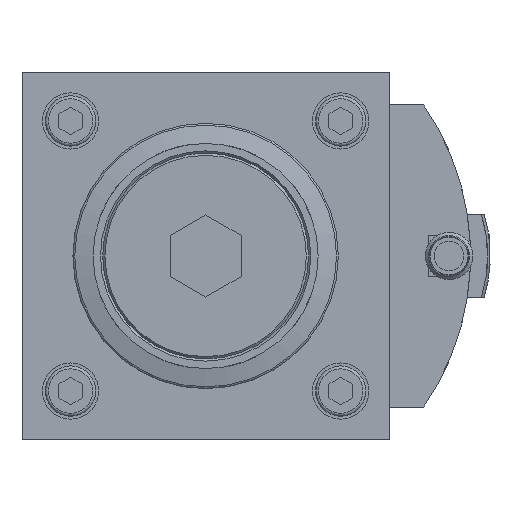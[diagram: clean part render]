
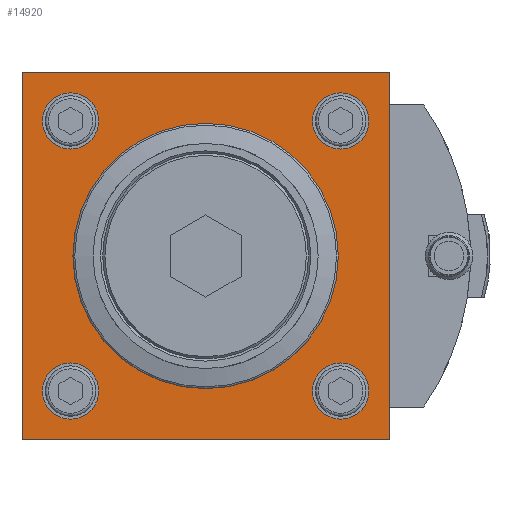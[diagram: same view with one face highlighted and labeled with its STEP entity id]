
A CAD part, front view. The second image highlights one B-rep face of the part: STEP entity #14920.
In plain terms, the highlighted planar face has unit normal (0, -1, 0).
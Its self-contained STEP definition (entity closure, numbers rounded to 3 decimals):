
#312=PLANE('',#15743);
#1114=LINE('',#21003,#2102);
#1117=LINE('',#21009,#2105);
#1120=LINE('',#21015,#2108);
#1123=LINE('',#21020,#2111);
#2102=VECTOR('',#17675,1000.);
#2105=VECTOR('',#17680,1000.);
#2108=VECTOR('',#17685,1000.);
#2111=VECTOR('',#17690,1000.);
#2673=CIRCLE('',#15744,4.75);
#2674=CIRCLE('',#15745,4.75);
#2675=CIRCLE('',#15746,4.75);
#2676=CIRCLE('',#15747,4.75);
#2677=CIRCLE('',#15748,22.4);
#4098=ORIENTED_EDGE('',*,*,#6511,.F.);
#4099=ORIENTED_EDGE('',*,*,#6512,.F.);
#4100=ORIENTED_EDGE('',*,*,#6513,.F.);
#4101=ORIENTED_EDGE('',*,*,#6514,.F.);
#4102=ORIENTED_EDGE('',*,*,#6515,.F.);
#4103=ORIENTED_EDGE('',*,*,#6501,.F.);
#4104=ORIENTED_EDGE('',*,*,#6510,.F.);
#4105=ORIENTED_EDGE('',*,*,#6507,.F.);
#4106=ORIENTED_EDGE('',*,*,#6504,.F.);
#6501=EDGE_CURVE('',#7743,#7744,#1114,.T.);
#6504=EDGE_CURVE('',#7744,#7746,#1117,.T.);
#6507=EDGE_CURVE('',#7746,#7748,#1120,.T.);
#6510=EDGE_CURVE('',#7748,#7743,#1123,.T.);
#6511=EDGE_CURVE('',#7749,#7749,#2673,.T.);
#6512=EDGE_CURVE('',#7750,#7750,#2674,.T.);
#6513=EDGE_CURVE('',#7751,#7751,#2675,.T.);
#6514=EDGE_CURVE('',#7752,#7752,#2676,.T.);
#6515=EDGE_CURVE('',#7753,#7753,#2677,.F.);
#7743=VERTEX_POINT('',#21002);
#7744=VERTEX_POINT('',#21004);
#7746=VERTEX_POINT('',#21010);
#7748=VERTEX_POINT('',#21016);
#7749=VERTEX_POINT('',#21023);
#7750=VERTEX_POINT('',#21025);
#7751=VERTEX_POINT('',#21027);
#7752=VERTEX_POINT('',#21029);
#7753=VERTEX_POINT('',#21031);
#8588=EDGE_LOOP('',(#4098));
#8589=EDGE_LOOP('',(#4099));
#8590=EDGE_LOOP('',(#4100));
#8591=EDGE_LOOP('',(#4101));
#8592=EDGE_LOOP('',(#4102));
#8593=EDGE_LOOP('',(#4103,#4104,#4105,#4106));
#9425=FACE_BOUND('',#8588,.T.);
#9426=FACE_BOUND('',#8589,.T.);
#9427=FACE_BOUND('',#8590,.T.);
#9428=FACE_BOUND('',#8591,.T.);
#9429=FACE_BOUND('',#8592,.T.);
#9430=FACE_BOUND('',#8593,.T.);
#14920=ADVANCED_FACE('',(#9425,#9426,#9427,#9428,#9429,#9430),#312,.F.);
#15743=AXIS2_PLACEMENT_3D('',#21021,#17691,#17692);
#15744=AXIS2_PLACEMENT_3D('',#21022,#17693,#17694);
#15745=AXIS2_PLACEMENT_3D('',#21024,#17695,#17696);
#15746=AXIS2_PLACEMENT_3D('',#21026,#17697,#17698);
#15747=AXIS2_PLACEMENT_3D('',#21028,#17699,#17700);
#15748=AXIS2_PLACEMENT_3D('',#21030,#17701,#17702);
#17675=DIRECTION('',(0.,0.,1.));
#17680=DIRECTION('',(1.,0.,0.));
#17685=DIRECTION('',(0.,0.,-1.));
#17690=DIRECTION('',(-1.,0.,0.));
#17691=DIRECTION('',(0.,1.,0.));
#17692=DIRECTION('',(0.,0.,1.));
#17693=DIRECTION('',(0.,-1.,0.));
#17694=DIRECTION('',(0.,0.,-1.));
#17695=DIRECTION('',(0.,-1.,0.));
#17696=DIRECTION('',(0.,0.,-1.));
#17697=DIRECTION('',(0.,-1.,0.));
#17698=DIRECTION('',(0.,0.,-1.));
#17699=DIRECTION('',(0.,-1.,0.));
#17700=DIRECTION('',(0.,0.,-1.));
#17701=DIRECTION('',(0.,1.,0.));
#17702=DIRECTION('',(0.,0.,1.));
#21002=CARTESIAN_POINT('',(-30.99,-58.5,-30.99));
#21003=CARTESIAN_POINT('',(-30.99,-58.5,-30.99));
#21004=CARTESIAN_POINT('',(-30.99,-58.5,30.99));
#21009=CARTESIAN_POINT('',(-30.99,-58.5,30.99));
#21010=CARTESIAN_POINT('',(30.99,-58.5,30.99));
#21015=CARTESIAN_POINT('',(30.99,-58.5,30.99));
#21016=CARTESIAN_POINT('',(30.99,-58.5,-30.99));
#21020=CARTESIAN_POINT('',(30.99,-58.5,-30.99));
#21021=CARTESIAN_POINT('',(0.,-58.5,0.));
#21022=CARTESIAN_POINT('',(-22.8,-58.5,22.8));
#21023=CARTESIAN_POINT('',(-22.8,-58.5,18.05));
#21024=CARTESIAN_POINT('',(22.8,-58.5,22.8));
#21025=CARTESIAN_POINT('',(22.8,-58.5,18.05));
#21026=CARTESIAN_POINT('',(-22.8,-58.5,-22.8));
#21027=CARTESIAN_POINT('',(-22.8,-58.5,-27.55));
#21028=CARTESIAN_POINT('',(22.8,-58.5,-22.8));
#21029=CARTESIAN_POINT('',(22.8,-58.5,-27.55));
#21030=CARTESIAN_POINT('',(0.,-58.5,0.));
#21031=CARTESIAN_POINT('',(0.,-58.5,22.4));
